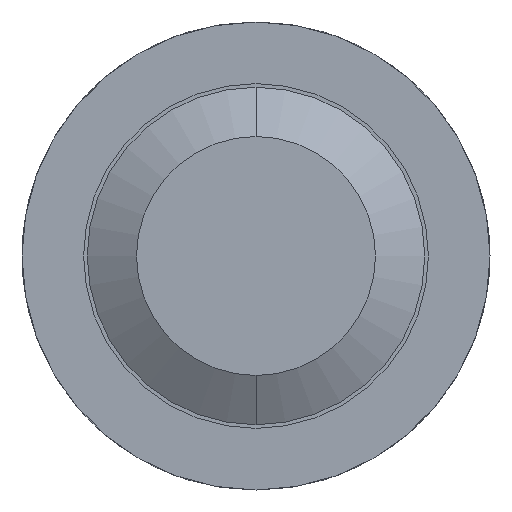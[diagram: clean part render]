
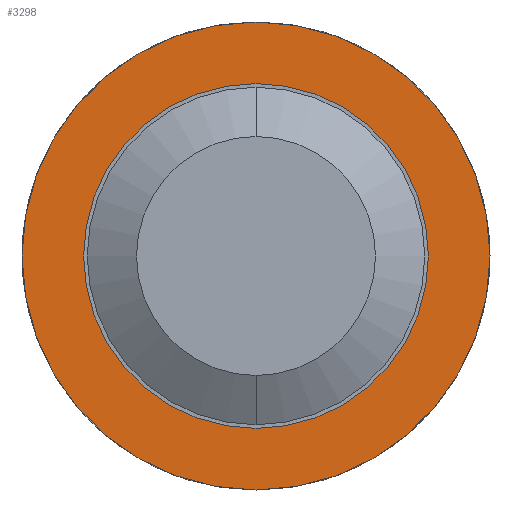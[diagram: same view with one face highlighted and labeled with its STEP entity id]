
A CAD part, front view. The second image highlights one B-rep face of the part: STEP entity #3298.
In plain terms, the highlighted planar face has unit normal (0, -1, 0).
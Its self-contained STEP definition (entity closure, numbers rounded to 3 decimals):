
#207 = VERTEX_POINT ( 'NONE', #2815 ) ;
#234 = CARTESIAN_POINT ( 'NONE',  ( 0., -2.5, 0. ) ) ;
#246 = DIRECTION ( 'NONE',  ( 0., 1., 0. ) ) ;
#277 = CARTESIAN_POINT ( 'NONE',  ( 0., -2.5, 0. ) ) ;
#341 = EDGE_CURVE ( 'Defeature ausgef�hrt3_15+Defeature ausgef�hrt3_16+Defeature ausgef�hrt3_16+Defeature ausgef�hrt3_16', #3861, #1996, #2105, .T. ) ;
#357 = EDGE_CURVE ( 'Defeature ausgef�hrt3_16+Defeature ausgef�hrt3_10+Defeature ausgef�hrt3_10+Defeature ausgef�hrt3_10', #890, #207, #1399, .T. ) ;
#502 = EDGE_LOOP ( 'NONE', ( #2997, #4071 ) ) ;
#558 = CARTESIAN_POINT ( 'NONE',  ( 0., -2.5, -0.95 ) ) ;
#850 = FACE_BOUND ( 'NONE', #3067, .T. ) ;
#870 = DIRECTION ( 'NONE',  ( 0., 0., 1. ) ) ;
#890 = VERTEX_POINT ( 'NONE', #4124 ) ;
#895 = CIRCLE ( 'NONE', #2264, 0.95 ) ;
#920 = CARTESIAN_POINT ( 'NONE',  ( 0., -2.5, 0. ) ) ;
#967 = CARTESIAN_POINT ( 'NONE',  ( 0., -2.5, 0. ) ) ;
#1083 = CARTESIAN_POINT ( 'NONE',  ( 0., -2.5, 0.95 ) ) ;
#1340 = DIRECTION ( 'NONE',  ( 0., 1., 0. ) ) ;
#1399 = CIRCLE ( 'NONE', #3688, 0.685 ) ;
#1996 = VERTEX_POINT ( 'NONE', #1083 ) ;
#2042 = AXIS2_PLACEMENT_3D ( 'NONE', #3466, #2808, #870 ) ;
#2105 = CIRCLE ( 'NONE', #3231, 0.95 ) ;
#2247 = DIRECTION ( 'NONE',  ( 0., 1., 0. ) ) ;
#2264 = AXIS2_PLACEMENT_3D ( 'NONE', #234, #246, #2858 ) ;
#2534 = CIRCLE ( 'NONE', #3273, 0.685 ) ;
#2808 = DIRECTION ( 'NONE',  ( 0., 1., 0. ) ) ;
#2815 = CARTESIAN_POINT ( 'NONE',  ( 0., -2.5, -0.685 ) ) ;
#2858 = DIRECTION ( 'NONE',  ( 0., 0., 1. ) ) ;
#2961 = DIRECTION ( 'NONE',  ( 0., 0., 1. ) ) ;
#2997 = ORIENTED_EDGE ( 'NONE', *, *, #3866, .F. ) ;
#3009 = ORIENTED_EDGE ( 'NONE', *, *, #357, .T. ) ;
#3067 = EDGE_LOOP ( 'NONE', ( #3009, #3229 ) ) ;
#3229 = ORIENTED_EDGE ( 'NONE', *, *, #3974, .T. ) ;
#3231 = AXIS2_PLACEMENT_3D ( 'NONE', #277, #3924, #3250 ) ;
#3233 = DIRECTION ( 'NONE',  ( 0., 0., 1. ) ) ;
#3250 = DIRECTION ( 'NONE',  ( 0., 0., 1. ) ) ;
#3273 = AXIS2_PLACEMENT_3D ( 'NONE', #920, #2247, #3233 ) ;
#3298 = ADVANCED_FACE ( 'Defeature ausgef�hrt3_16', ( #3947, #850 ), #4183, .F. ) ;
#3466 = CARTESIAN_POINT ( 'NONE',  ( 0.95, -2.5, 0. ) ) ;
#3688 = AXIS2_PLACEMENT_3D ( 'NONE', #967, #1340, #2961 ) ;
#3861 = VERTEX_POINT ( 'NONE', #558 ) ;
#3866 = EDGE_CURVE ( 'Defeature ausgef�hrt3_15+Defeature ausgef�hrt3_16+Defeature ausgef�hrt3_16+Defeature ausgef�hrt3_16', #1996, #3861, #895, .T. ) ;
#3924 = DIRECTION ( 'NONE',  ( 0., 1., 0. ) ) ;
#3947 = FACE_OUTER_BOUND ( 'NONE', #502, .T. ) ;
#3974 = EDGE_CURVE ( 'Defeature ausgef�hrt3_16+Defeature ausgef�hrt3_10+Defeature ausgef�hrt3_10+Defeature ausgef�hrt3_10', #207, #890, #2534, .T. ) ;
#4071 = ORIENTED_EDGE ( 'NONE', *, *, #341, .F. ) ;
#4124 = CARTESIAN_POINT ( 'NONE',  ( 0., -2.5, 0.685 ) ) ;
#4183 = PLANE ( 'NONE',  #2042 ) ;
